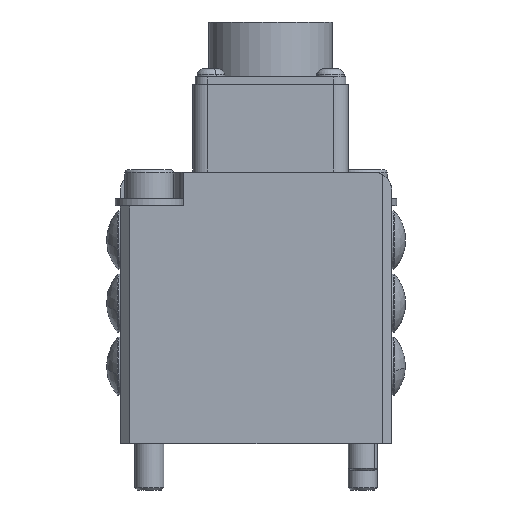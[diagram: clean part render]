
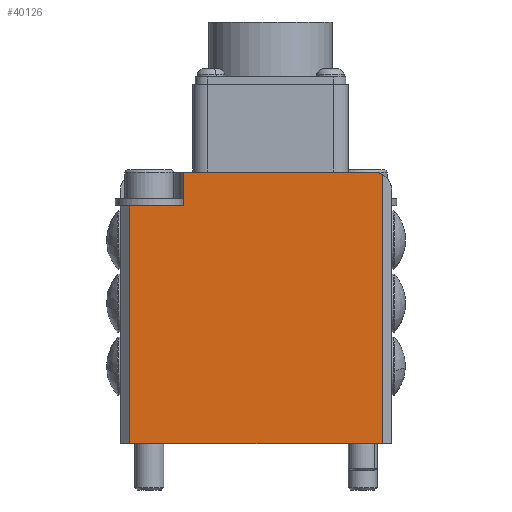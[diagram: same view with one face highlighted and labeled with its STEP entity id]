
A CAD part, front view. The second image highlights one B-rep face of the part: STEP entity #40126.
In plain terms, the highlighted planar face has unit normal (0, -1, 0).
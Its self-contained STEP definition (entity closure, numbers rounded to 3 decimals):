
#416 = LINE ( 'NONE', #39841, #2703 ) ;
#871 = EDGE_CURVE ( 'NONE', #5297, #49790, #416, .T. ) ;
#1754 = DIRECTION ( 'NONE',  ( 0., 0., 1. ) ) ;
#2150 = VERTEX_POINT ( 'NONE', #48762 ) ;
#2703 = VECTOR ( 'NONE', #30974, 1000. ) ;
#3608 = EDGE_LOOP ( 'NONE', ( #21981, #8279, #10336, #13521, #41681, #42151, #43109 ) ) ;
#4675 = CARTESIAN_POINT ( 'NONE',  ( -15., -23., 49. ) ) ;
#5024 = VERTEX_POINT ( 'NONE', #23868 ) ;
#5297 = VERTEX_POINT ( 'NONE', #4675 ) ;
#5472 = FACE_OUTER_BOUND ( 'NONE', #3608, .T. ) ;
#6210 = VECTOR ( 'NONE', #25427, 1000. ) ;
#8279 = ORIENTED_EDGE ( 'NONE', *, *, #36272, .T. ) ;
#9277 = DIRECTION ( 'NONE',  ( 0., 0., 1. ) ) ;
#10336 = ORIENTED_EDGE ( 'NONE', *, *, #18285, .F. ) ;
#10733 = DIRECTION ( 'NONE',  ( 1., 0., 0. ) ) ;
#10800 = LINE ( 'NONE', #19436, #35085 ) ;
#11993 = EDGE_CURVE ( 'NONE', #5297, #2150, #29386, .T. ) ;
#13040 = VERTEX_POINT ( 'NONE', #53349 ) ;
#13114 = AXIS2_PLACEMENT_3D ( 'NONE', #26924, #27478, #1754 ) ;
#13521 = ORIENTED_EDGE ( 'NONE', *, *, #11993, .F. ) ;
#16251 = DIRECTION ( 'NONE',  ( 0., 0., 1. ) ) ;
#16889 = EDGE_CURVE ( 'NONE', #49790, #30207, #20812, .T. ) ;
#17053 = DIRECTION ( 'NONE',  ( 0., 0., 1. ) ) ;
#17989 = VERTEX_POINT ( 'NONE', #29662 ) ;
#18022 = CARTESIAN_POINT ( 'NONE',  ( -28., -23., 0. ) ) ;
#18144 = DIRECTION ( 'NONE',  ( 0., -1., 0. ) ) ;
#18285 = EDGE_CURVE ( 'NONE', #2150, #5024, #44798, .T. ) ;
#19128 = VECTOR ( 'NONE', #17053, 1000. ) ;
#19436 = CARTESIAN_POINT ( 'NONE',  ( 26., -23., 56. ) ) ;
#19636 = CARTESIAN_POINT ( 'NONE',  ( -28., -23., 56. ) ) ;
#20812 = LINE ( 'NONE', #50557, #6210 ) ;
#21981 = ORIENTED_EDGE ( 'NONE', *, *, #40163, .T. ) ;
#22600 = DIRECTION ( 'NONE',  ( 1., 0., 0. ) ) ;
#23868 = CARTESIAN_POINT ( 'NONE',  ( 24., -23., 56. ) ) ;
#25107 = CARTESIAN_POINT ( 'NONE',  ( -15., -23., 29.151 ) ) ;
#25427 = DIRECTION ( 'NONE',  ( 0., 0., -1. ) ) ;
#26924 = CARTESIAN_POINT ( 'NONE',  ( -28., -23., 56. ) ) ;
#27209 = PLANE ( 'NONE',  #13114 ) ;
#27478 = DIRECTION ( 'NONE',  ( 0., 1., 0. ) ) ;
#28428 = CARTESIAN_POINT ( 'NONE',  ( -26., -23., 0. ) ) ;
#29386 = LINE ( 'NONE', #25107, #19128 ) ;
#29662 = CARTESIAN_POINT ( 'NONE',  ( 26., -23., 0. ) ) ;
#30207 = VERTEX_POINT ( 'NONE', #28428 ) ;
#30974 = DIRECTION ( 'NONE',  ( -1., 0., 0. ) ) ;
#35085 = VECTOR ( 'NONE', #16251, 1000. ) ;
#36272 = EDGE_CURVE ( 'NONE', #13040, #5024, #45007, .T. ) ;
#37744 = VECTOR ( 'NONE', #22600, 1000. ) ;
#39789 = LINE ( 'NONE', #18022, #37744 ) ;
#39841 = CARTESIAN_POINT ( 'NONE',  ( -15., -23., 49. ) ) ;
#40126 = ADVANCED_FACE ( 'NONE', ( #5472 ), #27209, .F. ) ;
#40163 = EDGE_CURVE ( 'NONE', #17989, #13040, #10800, .T. ) ;
#41681 = ORIENTED_EDGE ( 'NONE', *, *, #871, .T. ) ;
#42151 = ORIENTED_EDGE ( 'NONE', *, *, #16889, .T. ) ;
#43109 = ORIENTED_EDGE ( 'NONE', *, *, #48500, .T. ) ;
#43722 = VECTOR ( 'NONE', #10733, 1000. ) ;
#44798 = LINE ( 'NONE', #19636, #43722 ) ;
#45007 = CIRCLE ( 'NONE', #49583, 4. ) ;
#46930 = CARTESIAN_POINT ( 'NONE',  ( -26., -23., 49. ) ) ;
#48435 = CARTESIAN_POINT ( 'NONE',  ( 24., -23., 52. ) ) ;
#48500 = EDGE_CURVE ( 'NONE', #30207, #17989, #39789, .T. ) ;
#48762 = CARTESIAN_POINT ( 'NONE',  ( -15., -23., 56. ) ) ;
#49583 = AXIS2_PLACEMENT_3D ( 'NONE', #48435, #18144, #9277 ) ;
#49790 = VERTEX_POINT ( 'NONE', #46930 ) ;
#50557 = CARTESIAN_POINT ( 'NONE',  ( -26., -23., 56. ) ) ;
#53349 = CARTESIAN_POINT ( 'NONE',  ( 26., -23., 55.464 ) ) ;
